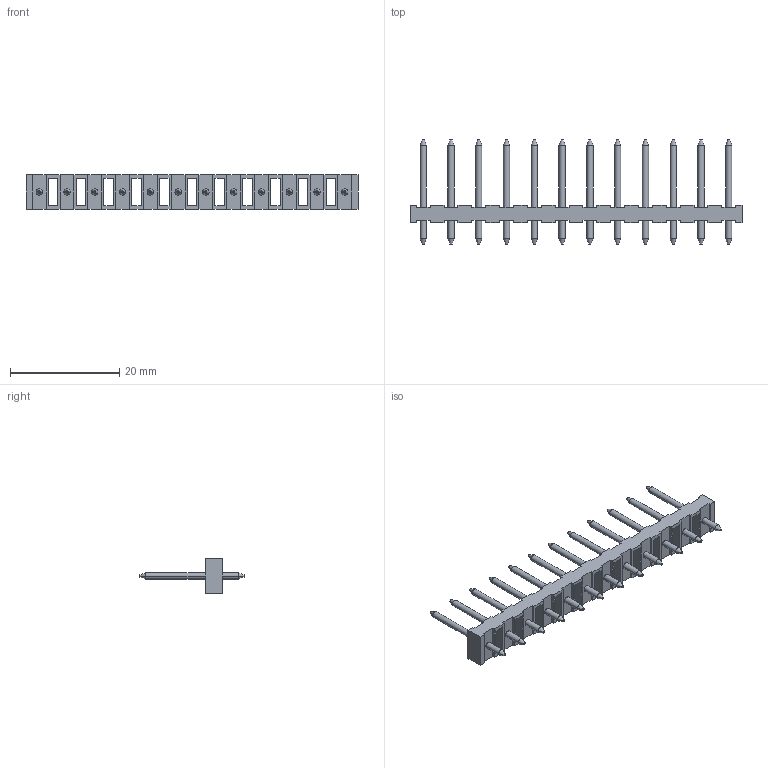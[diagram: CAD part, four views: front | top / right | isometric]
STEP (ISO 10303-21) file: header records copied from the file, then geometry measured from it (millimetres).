
FILE_DESCRIPTION(('STEP AP214'),'1');
FILE_NAME('3966.stp','2016-07-11T07:38:34',('TraceParts'),('TraceParts S.A.'),'Spatial InterOp 3D',' ',' ');
FILE_SCHEMA(('automotive_design'));
Length unit declared in the file: millimetre
Products named in the file (2): 010081121; 1
Bounding box: 60.71 x 19.05 x 6.35 mm (x, y, z)
Volume: 951 mm3; surface area: 2215.1 mm2
Topology: 1 solids, 1 shells, 266 faces, 715 edges, 518 vertices
Faces by surface type: plane 170, cylinder 48, cone 48
Entity records: 8298 total; most frequent: DIRECTION 1419, CARTESIAN_POINT 1415, ORIENTED_EDGE 1344, EDGE_CURVE 672, LINE 547, VECTOR 547, AXIS2_PLACEMENT_3D 436, VERTEX_POINT 432
